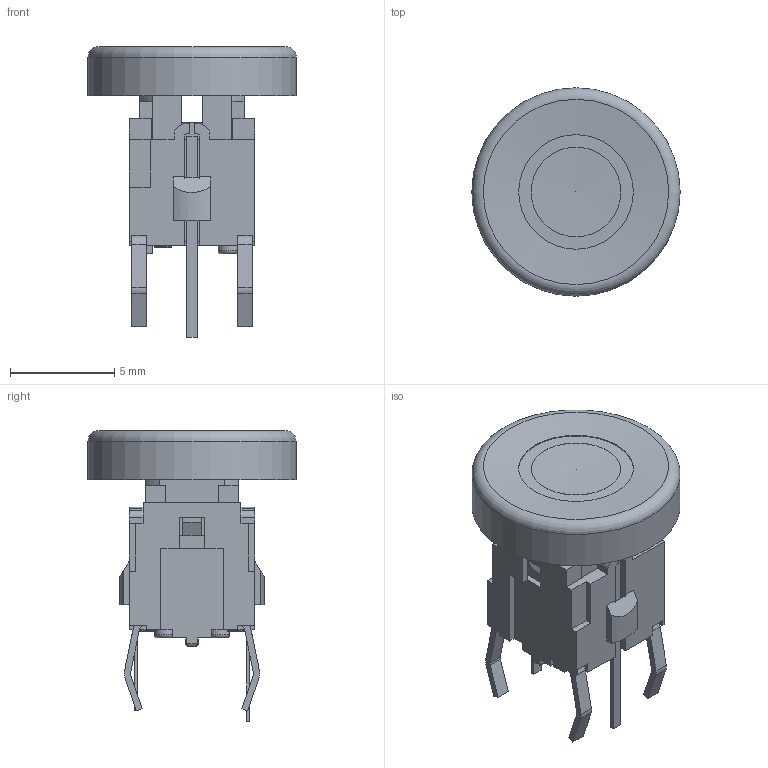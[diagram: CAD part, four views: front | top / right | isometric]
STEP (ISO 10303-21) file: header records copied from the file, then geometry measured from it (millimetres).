
FILE_DESCRIPTION((''),'2;1');
FILE_NAME('TL1220R3NNBx-HALO.stp','2018-04-25T09:20:05',('mwilliams'),(''),'Autodesk Inventor 2012','Autodesk Inventor 2012','');
FILE_SCHEMA(('AUTOMOTIVE_DESIGN { 1 0 10303 214 1 1 1 1 }'));
Length unit declared in the file: millimetre
Products named in the file (1): TL1220R3NNBx-HALO
Bounding box: 10 x 10 x 13.95 mm (x, y, z)
Volume: 321.1 mm3; surface area: 878.6 mm2
Topology: 1 solids, 1 shells, 363 faces, 1037 edges, 664 vertices
Faces by surface type: plane 291, cylinder 65, torus 3, sphere 2, cone 1, bspline 1
Full cylindrical faces by diameter (mm): 1 x3, 3.7 x1, 4.3 x1, 5.5 x1, 10 x1
Entity records: 11628 total; most frequent: CARTESIAN_POINT 2095, ORIENTED_EDGE 2040, DIRECTION 1873, EDGE_CURVE 1020, VECTOR 889, LINE 889, VERTEX_POINT 659, AXIS2_PLACEMENT_3D 492
